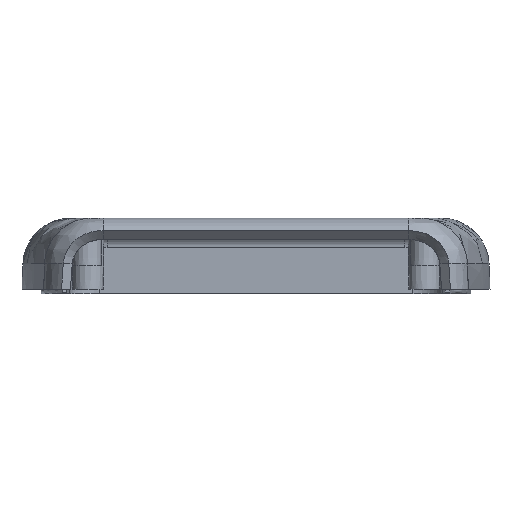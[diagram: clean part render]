
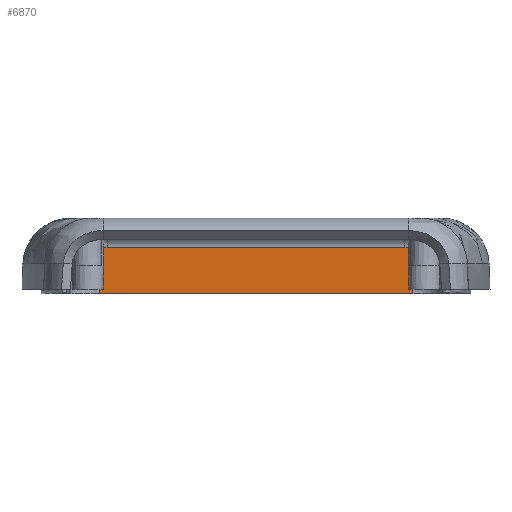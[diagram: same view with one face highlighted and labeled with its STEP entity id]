
A CAD part, front view. The second image highlights one B-rep face of the part: STEP entity #6870.
In plain terms, the highlighted planar face has unit normal (0, -0.999, -0.035).
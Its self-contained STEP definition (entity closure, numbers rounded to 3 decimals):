
#439=CARTESIAN_POINT('',(41.037,79.269,-0.75));
#440=VERTEX_POINT('',#439);
#448=CARTESIAN_POINT('',(-11.934,79.269,-0.75));
#449=VERTEX_POINT('',#448);
#450=CARTESIAN_POINT('',(-11.934,79.269,-0.75));
#451=DIRECTION('',(1.0,0.0,0.0));
#452=VECTOR('',#451,52.971);
#453=LINE('',#450,#452);
#454=EDGE_CURVE('',#449,#440,#453,.T.);
#3161=CARTESIAN_POINT('',(-10.565,78.996,7.07));
#3162=VERTEX_POINT('',#3161);
#3170=CARTESIAN_POINT('',(39.656,78.996,7.07));
#3171=VERTEX_POINT('',#3170);
#3172=CARTESIAN_POINT('',(-10.565,78.996,7.07));
#3173=DIRECTION('',(1.0,0.0,0.0));
#3174=VECTOR('',#3173,50.221);
#3175=LINE('',#3172,#3174);
#3176=EDGE_CURVE('',#3162,#3171,#3175,.T.);
#3242=CARTESIAN_POINT('',(-11.934,79.004,6.832));
#3243=VERTEX_POINT('',#3242);
#3251=CARTESIAN_POINT('',(-11.934,79.004,6.832));
#3252=CARTESIAN_POINT('',(-11.716,79.001,6.91));
#3253=CARTESIAN_POINT('',(-11.263,78.997,7.03));
#3254=CARTESIAN_POINT('',(-10.797,78.996,7.07));
#3255=CARTESIAN_POINT('',(-10.565,78.996,7.07));
#3256=B_SPLINE_CURVE_WITH_KNOTS('',3,(#3251,#3252,#3253,#3254,#3255),.UNSPECIFIED.,.F.,.U.,(4,1,4),(-0.139,-0.069,0.),.UNSPECIFIED.);
#3257=EDGE_CURVE('',#3243,#3162,#3256,.T.);
#3323=CARTESIAN_POINT('',(41.037,79.004,6.828));
#3324=VERTEX_POINT('',#3323);
#3325=CARTESIAN_POINT('',(39.656,78.996,7.07));
#3326=CARTESIAN_POINT('',(39.889,78.996,7.07));
#3327=CARTESIAN_POINT('',(40.36,78.997,7.029));
#3328=CARTESIAN_POINT('',(40.817,79.002,6.907));
#3329=CARTESIAN_POINT('',(41.037,79.004,6.828));
#3330=B_SPLINE_CURVE_WITH_KNOTS('',3,(#3325,#3326,#3327,#3328,#3329),.UNSPECIFIED.,.F.,.U.,(4,1,4),(-0.14,-0.07,0.0),.UNSPECIFIED.);
#3331=EDGE_CURVE('',#3171,#3324,#3330,.T.);
#3974=CARTESIAN_POINT('',(-11.934,79.269,-0.75));
#3975=DIRECTION('',(0.,-0.035,0.999));
#3976=VECTOR('',#3975,7.587);
#3977=LINE('',#3974,#3976);
#3978=EDGE_CURVE('',#449,#3243,#3977,.T.);
#6687=CARTESIAN_POINT('',(41.037,79.269,-0.75));
#6688=DIRECTION('',(0.0,-0.035,0.999));
#6689=VECTOR('',#6688,7.583);
#6690=LINE('',#6687,#6689);
#6691=EDGE_CURVE('',#440,#3324,#6690,.T.);
#6857=CARTESIAN_POINT('',(-11.934,79.243,0.0));
#6858=DIRECTION('',(0.,0.999,0.035));
#6859=DIRECTION('',(-1.0,0.0,0.0));
#6860=AXIS2_PLACEMENT_3D('',#6857,#6858,#6859);
#6861=PLANE('',#6860);
#6862=ORIENTED_EDGE('',*,*,#3257,.F.);
#6863=ORIENTED_EDGE('',*,*,#3978,.F.);
#6864=ORIENTED_EDGE('',*,*,#454,.T.);
#6865=ORIENTED_EDGE('',*,*,#6691,.T.);
#6866=ORIENTED_EDGE('',*,*,#3331,.F.);
#6867=ORIENTED_EDGE('',*,*,#3176,.F.);
#6868=EDGE_LOOP('',(#6862,#6863,#6864,#6865,#6866,#6867));
#6869=FACE_OUTER_BOUND('',#6868,.T.);
#6870=ADVANCED_FACE('',(#6869),#6861,.F.);
